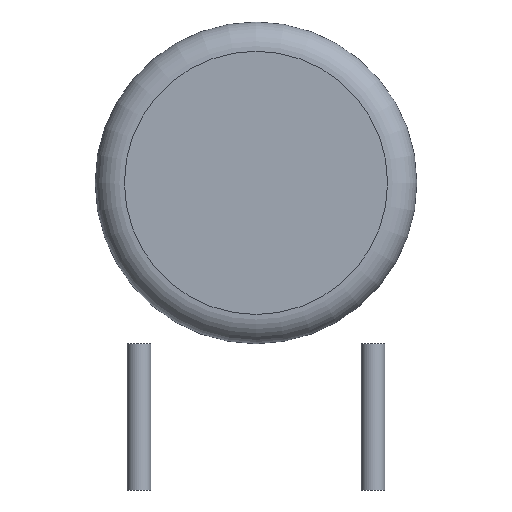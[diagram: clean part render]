
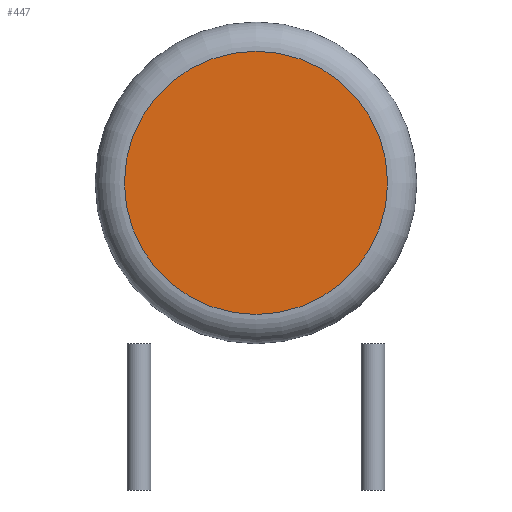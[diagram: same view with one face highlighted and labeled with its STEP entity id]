
A CAD part, front view. The second image highlights one B-rep face of the part: STEP entity #447.
In plain terms, the highlighted planar face has unit normal (0, -1, 0).
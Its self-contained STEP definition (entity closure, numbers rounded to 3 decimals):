
#293 = TOROIDAL_SURFACE('',#294,4.5,1.);
#294 = AXIS2_PLACEMENT_3D('',#295,#296,#297);
#295 = CARTESIAN_POINT('',(0.,-0.5,5.5));
#296 = DIRECTION('',(0.,-1.,0.));
#297 = DIRECTION('',(1.,0.,0.));
#391 = VERTEX_POINT('',#392);
#392 = CARTESIAN_POINT('',(4.5,-1.5,5.5));
#414 = EDGE_CURVE('',#391,#391,#415,.T.);
#415 = SURFACE_CURVE('',#416,(#421,#427),.PCURVE_S1.);
#416 = CIRCLE('',#417,4.5);
#417 = AXIS2_PLACEMENT_3D('',#418,#419,#420);
#418 = CARTESIAN_POINT('',(0.,-1.5,5.5));
#419 = DIRECTION('',(0.,-1.,0.));
#420 = DIRECTION('',(1.,0.,0.));
#421 = PCURVE('',#293,#422);
#422 = DEFINITIONAL_REPRESENTATION('',(#423),#426);
#423 = B_SPLINE_CURVE_WITH_KNOTS('',1,(#424,#425),.UNSPECIFIED.,.F.,.F.,
  (2,2),(0.,6.283),.PIECEWISE_BEZIER_KNOTS.);
#424 = CARTESIAN_POINT('',(0.,1.571));
#425 = CARTESIAN_POINT('',(6.283,1.571));
#426 = ( GEOMETRIC_REPRESENTATION_CONTEXT(2) 
PARAMETRIC_REPRESENTATION_CONTEXT() REPRESENTATION_CONTEXT('2D SPACE',''
  ) );
#427 = PCURVE('',#428,#433);
#428 = PLANE('',#429);
#429 = AXIS2_PLACEMENT_3D('',#430,#431,#432);
#430 = CARTESIAN_POINT('',(0.,-1.5,5.5));
#431 = DIRECTION('',(0.,1.,0.));
#432 = DIRECTION('',(0.,0.,1.));
#433 = DEFINITIONAL_REPRESENTATION('',(#434),#442);
#434 = ( BOUNDED_CURVE() B_SPLINE_CURVE(2,(#435,#436,#437,#438,#439,#440
,#441),.UNSPECIFIED.,.T.,.F.) B_SPLINE_CURVE_WITH_KNOTS((1,2,2,2,2,1),(
    -2.094,0.,2.094,4.189,6.283,
8.378),.UNSPECIFIED.) CURVE() GEOMETRIC_REPRESENTATION_ITEM() 
RATIONAL_B_SPLINE_CURVE((1.,0.5,1.,0.5,1.,0.5,1.)) REPRESENTATION_ITEM(
  '') );
#435 = CARTESIAN_POINT('',(0.,4.5));
#436 = CARTESIAN_POINT('',(7.794,4.5));
#437 = CARTESIAN_POINT('',(3.897,-2.25));
#438 = CARTESIAN_POINT('',(0.,-9.));
#439 = CARTESIAN_POINT('',(-3.897,-2.25));
#440 = CARTESIAN_POINT('',(-7.794,4.5));
#441 = CARTESIAN_POINT('',(0.,4.5));
#442 = ( GEOMETRIC_REPRESENTATION_CONTEXT(2) 
PARAMETRIC_REPRESENTATION_CONTEXT() REPRESENTATION_CONTEXT('2D SPACE',''
  ) );
#447 = ADVANCED_FACE('',(#448),#428,.F.);
#448 = FACE_BOUND('',#449,.F.);
#449 = EDGE_LOOP('',(#450));
#450 = ORIENTED_EDGE('',*,*,#414,.F.);
